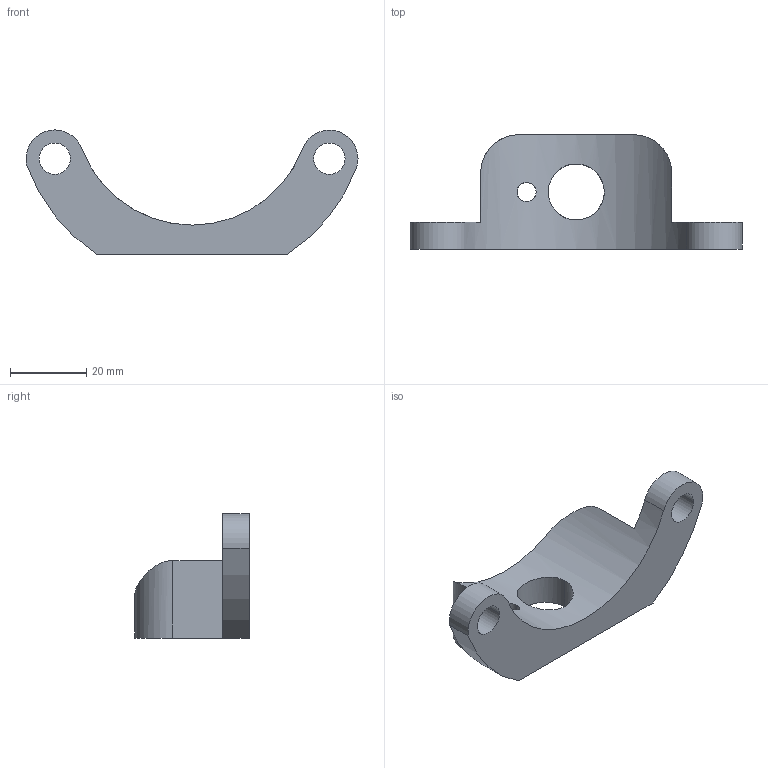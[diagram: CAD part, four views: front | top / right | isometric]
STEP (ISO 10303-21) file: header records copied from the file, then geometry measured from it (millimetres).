
FILE_DESCRIPTION(('CATIA V5 STEP Exchange'),'2;1');
FILE_NAME('support pmh.stp','2017-05-28T13:55:39+00:00',('none'),('none'),'CATIA Version 5 Release 19 SP 2 (IN-10)','CATIA V5 STEP AP203','none');
FILE_SCHEMA(('CONFIG_CONTROL_DESIGN'));
Length unit declared in the file: millimetre
Products named in the file (1): Part1
Bounding box: 87 x 30 x 32.55 mm (x, y, z)
Volume: 19351.6 mm3; surface area: 7689.7 mm2
Topology: 1 solids, 1 shells, 22 faces, 58 edges, 38 vertices
Faces by surface type: cylinder 15, plane 7
Entity records: 766 total; most frequent: CARTESIAN_POINT 197, ORIENTED_EDGE 116, DIRECTION 84, EDGE_CURVE 58, AXIS2_PLACEMENT_3D 43, VERTEX_POINT 38, EDGE_LOOP 30, VECTOR 26
